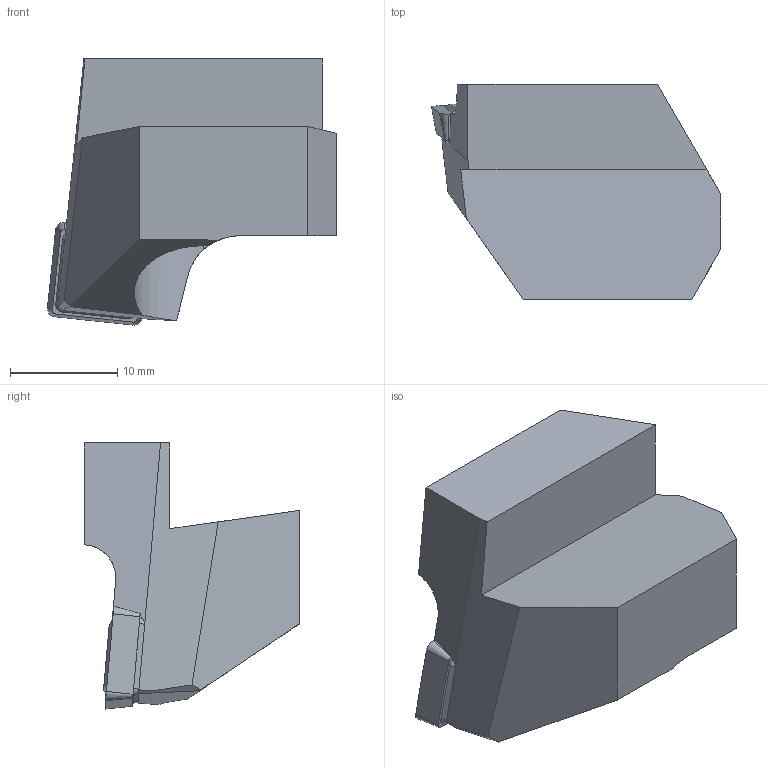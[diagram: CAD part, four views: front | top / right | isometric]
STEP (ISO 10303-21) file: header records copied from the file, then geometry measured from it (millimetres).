
FILE_DESCRIPTION(/* description */ (''),/* implementation_level */ '2;1');
FILE_NAME(/* name */ '1549881828015.stp',/* time_stamp */ '2019-02-11T11:44:05+01:00',/* author */ (''),/* organization */ ('SMS'),/* preprocessor_version */ 'ST-DEVELOPER v15',/* originating_system */ 'SIEMENS PLM Software NX 8.5',/* authorisation */ '');
FILE_SCHEMA (('AUTOMOTIVE_DESIGN { 1 0 10303 214 3 1 1 1 }'));
Length unit declared in the file: millimetre
Products named in the file (4): 201012472mod000_00; ASSEMBLY_CONSTRUCTION; 201012569mod000_00; 201012595mod000_01
Assembly tree (3 placements, depth 2):
  201012595mod000_01
    201012569mod000_00
    ASSEMBLY_CONSTRUCTION
    201012472mod000_00
Bounding box: 26.99 x 20.08 x 24.84 mm (x, y, z)
Volume: 5332 mm3; surface area: 2682.7 mm2
Topology: 2 solids, 2 shells, 76 faces, 194 edges, 133 vertices
Faces by surface type: plane 48, cone 13, torus 8, cylinder 7
Full cylindrical faces by diameter (mm): 3.2 x2
Entity records: 2426 total; most frequent: CARTESIAN_POINT 470, DIRECTION 389, ORIENTED_EDGE 346, EDGE_CURVE 173, AXIS2_PLACEMENT_3D 133, LINE 123, VECTOR 123, VERTEX_POINT 121
